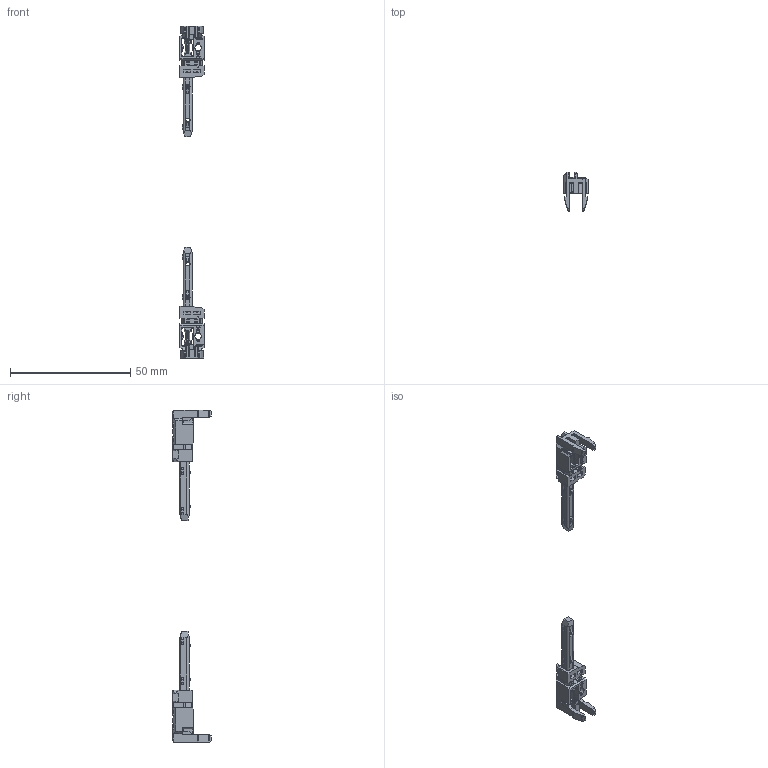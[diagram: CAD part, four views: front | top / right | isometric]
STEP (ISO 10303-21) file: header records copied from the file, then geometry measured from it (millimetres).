
FILE_DESCRIPTION(/* description */ ('','CAx-IF Rec.Pracs.---Representation and Presentation of Product Manufacturing Information (PMI)---4.0---2014-10-13'),/* implementation_level */ '2;1');
FILE_NAME(/* name */ '86020100_KF M 000 K COB.stp',/* time_stamp */ '2021-08-12T12:31:39+02:00',/* author */ ('Kotzmaier'),/* organization */ (''),/* preprocessor_version */ 'ST-DEVELOPER v17.2',/* originating_system */ 'Autodesk Inventor 2019',/* authorisation */ '');
FILE_SCHEMA (('AP242_MANAGED_MODEL_BASED_3D_ENGINEERING_MIM_LF { 1 0 10303 442 1 1 4 }'));
Length unit declared in the file: millimetre
Products named in the file (3): KF_M 000 K COB; KF_M 000 K COB_Kopfstück Bild; KF_M 000 K COB_Kopfstück Spiegelbild
Assembly tree (2 placements, depth 2):
  KF_M 000 K COB
    KF_M 000 K COB_Kopfstück Bild
    KF_M 000 K COB_Kopfstück Spiegelbild
Bounding box: 10.08 x 16 x 138 mm (x, y, z)
Volume: 2469.8 mm3; surface area: 4136.7 mm2
Topology: 2 solids, 2 shells, 1194 faces, 3239 edges, 2030 vertices
Faces by surface type: plane 696, cylinder 244, bspline 196, sphere 40, torus 18
Full cylindrical faces by diameter (mm): 2.7 x2
Entity records: 45251 total; most frequent: CARTESIAN_POINT 15130, ORIENTED_EDGE 6386, DIRECTION 5369, EDGE_CURVE 3193, LINE 2267, VECTOR 2267, VERTEX_POINT 2030, AXIS2_PLACEMENT_3D 1551
